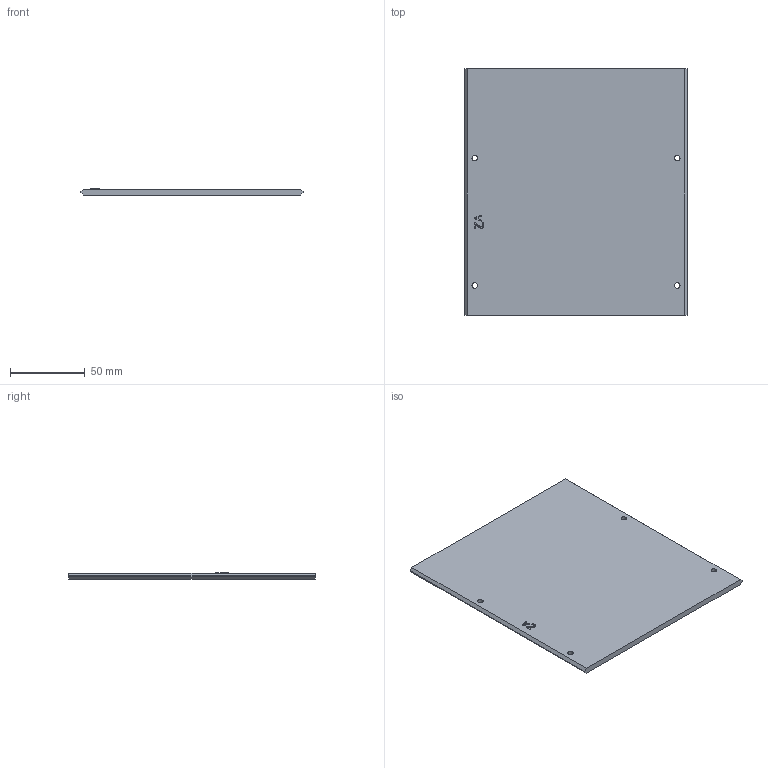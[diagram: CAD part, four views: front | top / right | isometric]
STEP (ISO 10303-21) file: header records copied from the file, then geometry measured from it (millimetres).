
FILE_DESCRIPTION(/* description */ (''),/* implementation_level */ '2;1');
FILE_NAME(/* name */ 'MCU Tray - M3 Template.step',/* time_stamp */ '2023-07-23T04:08:01-05:00',/* author */ (''),/* organization */ (''),/* preprocessor_version */ 'ST-DEVELOPER v19.2',/* originating_system */ 'Autodesk Translation Framework v12.6.0.85',/* authorisation */ '');
FILE_SCHEMA (('AUTOMOTIVE_DESIGN { 1 0 10303 214 3 1 1 }'));
Length unit declared in the file: millimetre
Products named in the file (1): MCU Tray - M3 Template
Bounding box: 148.6 x 164.85 x 4.4 mm (x, y, z)
Volume: 96759.5 mm3; surface area: 50909.5 mm2
Topology: 1 solids, 1 shells, 67 faces, 189 edges, 126 vertices
Faces by surface type: bspline 39, plane 24, cylinder 4
Full cylindrical faces by diameter (mm): 3.6 x4
Entity records: 2570 total; most frequent: CARTESIAN_POINT 1046, ORIENTED_EDGE 378, EDGE_CURVE 189, DIRECTION 177, VERTEX_POINT 126, LINE 103, VECTOR 103, B_SPLINE_CURVE_WITH_KNOTS 78
